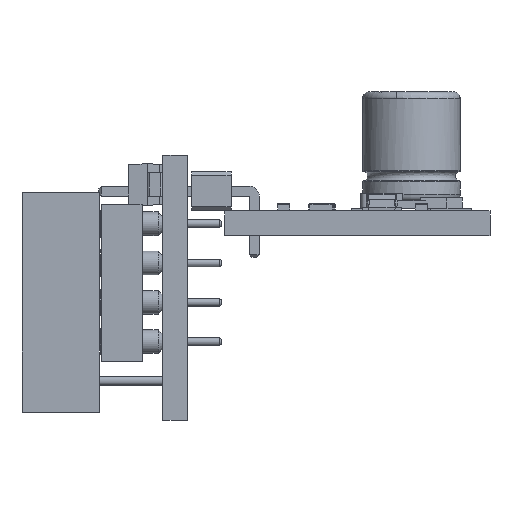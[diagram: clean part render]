
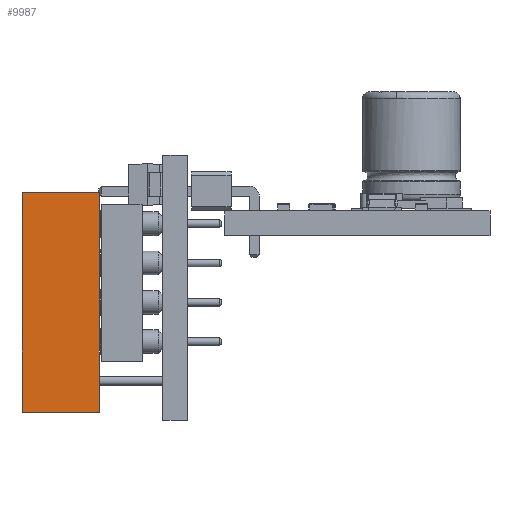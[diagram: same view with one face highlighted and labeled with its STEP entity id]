
A CAD part, left-side view. The second image highlights one B-rep face of the part: STEP entity #9987.
In plain terms, the highlighted planar face has unit normal (-1, 0, 0).
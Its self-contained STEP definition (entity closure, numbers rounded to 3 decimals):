
#7776 = VERTEX_POINT('',#7777);
#7777 = CARTESIAN_POINT('',(-7.05,8.183,-13.013));
#7783 = EDGE_CURVE('',#7784,#7776,#7786,.T.);
#7784 = VERTEX_POINT('',#7785);
#7785 = CARTESIAN_POINT('',(-7.05,8.183,1.188));
#7786 = LINE('',#7787,#7788);
#7787 = CARTESIAN_POINT('',(-7.05,8.183,1.188));
#7788 = VECTOR('',#7789,1.);
#7789 = DIRECTION('',(0.,0.,-1.));
#7961 = VERTEX_POINT('',#7962);
#7962 = CARTESIAN_POINT('',(-7.05,13.183,1.188));
#7968 = EDGE_CURVE('',#7784,#7961,#7969,.T.);
#7969 = LINE('',#7970,#7971);
#7970 = CARTESIAN_POINT('',(-7.05,8.183,1.188));
#7971 = VECTOR('',#7972,1.);
#7972 = DIRECTION('',(0.,1.,0.));
#9987 = ADVANCED_FACE('',(#9988),#10006,.T.);
#9988 = FACE_BOUND('',#9989,.T.);
#9989 = EDGE_LOOP('',(#9990,#9991,#9999,#10005));
#9990 = ORIENTED_EDGE('',*,*,#7968,.T.);
#9991 = ORIENTED_EDGE('',*,*,#9992,.T.);
#9992 = EDGE_CURVE('',#7961,#9993,#9995,.T.);
#9993 = VERTEX_POINT('',#9994);
#9994 = CARTESIAN_POINT('',(-7.05,13.183,-13.013));
#9995 = LINE('',#9996,#9997);
#9996 = CARTESIAN_POINT('',(-7.05,13.183,1.188));
#9997 = VECTOR('',#9998,1.);
#9998 = DIRECTION('',(0.,0.,-1.));
#9999 = ORIENTED_EDGE('',*,*,#10000,.F.);
#10000 = EDGE_CURVE('',#7776,#9993,#10001,.T.);
#10001 = LINE('',#10002,#10003);
#10002 = CARTESIAN_POINT('',(-7.05,8.183,-13.013));
#10003 = VECTOR('',#10004,1.);
#10004 = DIRECTION('',(0.,1.,0.));
#10005 = ORIENTED_EDGE('',*,*,#7783,.F.);
#10006 = PLANE('',#10007);
#10007 = AXIS2_PLACEMENT_3D('',#10008,#10009,#10010);
#10008 = CARTESIAN_POINT('',(-7.05,8.183,1.188));
#10009 = DIRECTION('',(-1.,0.,0.));
#10010 = DIRECTION('',(0.,0.,-1.));
